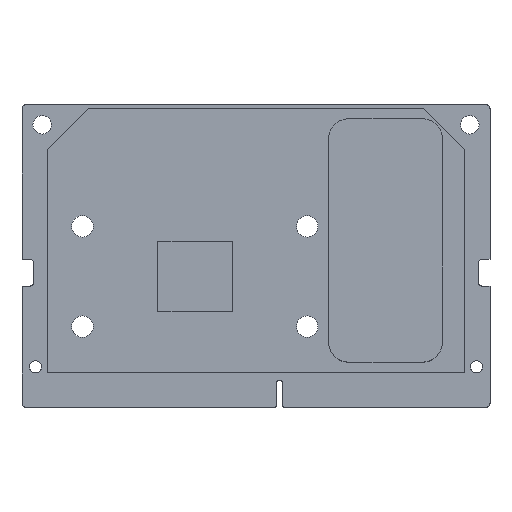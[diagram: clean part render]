
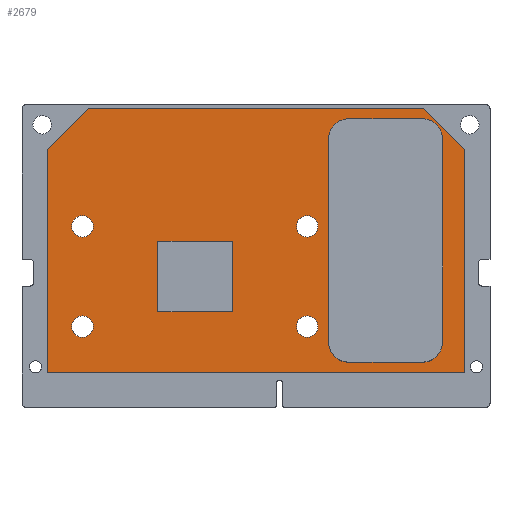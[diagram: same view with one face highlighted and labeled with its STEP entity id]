
A CAD part, top view. The second image highlights one B-rep face of the part: STEP entity #2679.
In plain terms, the highlighted planar face has unit normal (0, 0, 1).
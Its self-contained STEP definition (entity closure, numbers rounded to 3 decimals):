
#516=DIRECTION('',(-1.,0.,0.));
#517=VECTOR('',#516,49.832);
#518=CARTESIAN_POINT('',(57.716,38.5,2.3));
#519=LINE('',#518,#517);
#528=DIRECTION('',(0.,1.,0.));
#529=VECTOR('',#528,33.266);
#530=CARTESIAN_POINT('',(63.85,-0.9,2.3));
#531=LINE('',#530,#529);
#532=DIRECTION('',(1.,0.,0.));
#533=VECTOR('',#532,62.1);
#534=CARTESIAN_POINT('',(1.75,-0.9,2.3));
#535=LINE('',#534,#533);
#536=DIRECTION('',(0.,-1.,0.));
#537=VECTOR('',#536,33.266);
#538=CARTESIAN_POINT('',(1.75,32.366,2.3));
#539=LINE('',#538,#537);
#540=DIRECTION('',(-0.707,-0.707,0.));
#541=VECTOR('',#540,8.675);
#542=CARTESIAN_POINT('',(7.884,38.5,2.3));
#543=LINE('',#542,#541);
#544=DIRECTION('',(-0.707,0.707,0.));
#545=VECTOR('',#544,8.675);
#546=CARTESIAN_POINT('',(63.85,32.366,2.3));
#547=LINE('',#546,#545);
#548=CARTESIAN_POINT('',(57.55,33.9,2.3));
#549=DIRECTION('',(0.,0.,1.));
#550=DIRECTION('',(1.,0.,0.));
#551=AXIS2_PLACEMENT_3D('',#548,#549,#550);
#553=DIRECTION('',(-1.,0.,0.));
#554=VECTOR('',#553,10.95);
#555=CARTESIAN_POINT('',(57.55,36.9,2.3));
#556=LINE('',#555,#554);
#557=CARTESIAN_POINT('',(46.6,33.9,2.3));
#558=DIRECTION('',(0.,0.,1.));
#559=DIRECTION('',(0.,1.,0.));
#560=AXIS2_PLACEMENT_3D('',#557,#558,#559);
#562=DIRECTION('',(0.,-1.,0.));
#563=VECTOR('',#562,30.2);
#564=CARTESIAN_POINT('',(43.6,33.9,2.3));
#565=LINE('',#564,#563);
#566=CARTESIAN_POINT('',(46.6,3.7,2.3));
#567=DIRECTION('',(0.,0.,1.));
#568=DIRECTION('',(-1.,0.,0.));
#569=AXIS2_PLACEMENT_3D('',#566,#567,#568);
#571=DIRECTION('',(1.,0.,0.));
#572=VECTOR('',#571,10.95);
#573=CARTESIAN_POINT('',(46.6,0.7,2.3));
#574=LINE('',#573,#572);
#575=CARTESIAN_POINT('',(57.55,3.7,2.3));
#576=DIRECTION('',(0.,0.,1.));
#577=DIRECTION('',(0.,-1.,0.));
#578=AXIS2_PLACEMENT_3D('',#575,#576,#577);
#580=DIRECTION('',(0.,1.,0.));
#581=VECTOR('',#580,30.2);
#582=CARTESIAN_POINT('',(60.55,3.7,2.3));
#583=LINE('',#582,#581);
#584=DIRECTION('',(0.,1.,0.));
#585=VECTOR('',#584,10.14);
#586=CARTESIAN_POINT('',(29.25,8.38,2.3));
#587=LINE('',#586,#585);
#588=DIRECTION('',(-1.,0.,0.));
#589=VECTOR('',#588,10.7);
#590=CARTESIAN_POINT('',(29.05,18.72,2.3));
#591=LINE('',#590,#589);
#592=DIRECTION('',(0.,-1.,0.));
#593=VECTOR('',#592,10.14);
#594=CARTESIAN_POINT('',(18.15,18.52,2.3));
#595=LINE('',#594,#593);
#596=DIRECTION('',(1.,0.,0.));
#597=VECTOR('',#596,10.7);
#598=CARTESIAN_POINT('',(18.35,8.18,2.3));
#599=LINE('',#598,#597);
#600=CARTESIAN_POINT('',(40.413,20.902,2.3));
#601=DIRECTION('',(0.,0.,-1.));
#602=DIRECTION('',(-1.,0.,0.));
#603=AXIS2_PLACEMENT_3D('',#600,#601,#602);
#605=CARTESIAN_POINT('',(40.413,20.902,2.3));
#606=DIRECTION('',(0.,0.,-1.));
#607=DIRECTION('',(1.,0.,0.));
#608=AXIS2_PLACEMENT_3D('',#605,#606,#607);
#610=CARTESIAN_POINT('',(40.413,5.998,2.3));
#611=DIRECTION('',(0.,0.,-1.));
#612=DIRECTION('',(-1.,0.,0.));
#613=AXIS2_PLACEMENT_3D('',#610,#611,#612);
#615=CARTESIAN_POINT('',(40.413,5.998,2.3));
#616=DIRECTION('',(0.,0.,-1.));
#617=DIRECTION('',(1.,0.,0.));
#618=AXIS2_PLACEMENT_3D('',#615,#616,#617);
#620=CARTESIAN_POINT('',(6.987,5.998,2.3));
#621=DIRECTION('',(0.,0.,-1.));
#622=DIRECTION('',(-1.,0.,0.));
#623=AXIS2_PLACEMENT_3D('',#620,#621,#622);
#625=CARTESIAN_POINT('',(6.987,5.998,2.3));
#626=DIRECTION('',(0.,0.,-1.));
#627=DIRECTION('',(1.,0.,0.));
#628=AXIS2_PLACEMENT_3D('',#625,#626,#627);
#630=CARTESIAN_POINT('',(6.987,20.902,2.3));
#631=DIRECTION('',(0.,0.,-1.));
#632=DIRECTION('',(-1.,0.,0.));
#633=AXIS2_PLACEMENT_3D('',#630,#631,#632);
#635=CARTESIAN_POINT('',(6.987,20.902,2.3));
#636=DIRECTION('',(0.,0.,-1.));
#637=DIRECTION('',(1.,0.,0.));
#638=AXIS2_PLACEMENT_3D('',#635,#636,#637);
#720=CARTESIAN_POINT('',(29.05,18.52,2.3));
#721=DIRECTION('',(0.,0.,-1.));
#722=DIRECTION('',(0.,1.,0.));
#723=AXIS2_PLACEMENT_3D('',#720,#721,#722);
#761=CARTESIAN_POINT('',(18.35,18.52,2.3));
#762=DIRECTION('',(0.,0.,-1.));
#763=DIRECTION('',(-1.,0.,0.));
#764=AXIS2_PLACEMENT_3D('',#761,#762,#763);
#782=CARTESIAN_POINT('',(18.35,8.38,2.3));
#783=DIRECTION('',(0.,0.,-1.));
#784=DIRECTION('',(0.,-1.,0.));
#785=AXIS2_PLACEMENT_3D('',#782,#783,#784);
#795=CARTESIAN_POINT('',(29.05,8.38,2.3));
#796=DIRECTION('',(0.,0.,-1.));
#797=DIRECTION('',(1.,0.,0.));
#798=AXIS2_PLACEMENT_3D('',#795,#796,#797);
#1792=CARTESIAN_POINT('',(63.85,-0.9,2.3));
#1793=CARTESIAN_POINT('',(63.85,32.366,2.3));
#1794=VERTEX_POINT('',#1792);
#1795=VERTEX_POINT('',#1793);
#1796=CARTESIAN_POINT('',(57.716,38.5,2.3));
#1797=VERTEX_POINT('',#1796);
#1798=CARTESIAN_POINT('',(7.884,38.5,2.3));
#1799=CARTESIAN_POINT('',(1.75,32.366,2.3));
#1800=VERTEX_POINT('',#1798);
#1801=VERTEX_POINT('',#1799);
#1802=CARTESIAN_POINT('',(1.75,-0.9,2.3));
#1803=VERTEX_POINT('',#1802);
#1817=CARTESIAN_POINT('',(18.35,18.72,2.3));
#1819=VERTEX_POINT('',#1817);
#1822=CARTESIAN_POINT('',(18.15,18.52,2.3));
#1823=VERTEX_POINT('',#1822);
#1825=CARTESIAN_POINT('',(29.25,18.52,2.3));
#1827=VERTEX_POINT('',#1825);
#1830=CARTESIAN_POINT('',(29.05,18.72,2.3));
#1831=VERTEX_POINT('',#1830);
#1833=CARTESIAN_POINT('',(18.15,8.38,2.3));
#1835=VERTEX_POINT('',#1833);
#1838=CARTESIAN_POINT('',(18.35,8.18,2.3));
#1839=VERTEX_POINT('',#1838);
#1841=CARTESIAN_POINT('',(29.05,8.18,2.3));
#1843=VERTEX_POINT('',#1841);
#1846=CARTESIAN_POINT('',(29.25,8.38,2.3));
#1847=VERTEX_POINT('',#1846);
#1864=CARTESIAN_POINT('',(60.55,33.9,2.3));
#1865=CARTESIAN_POINT('',(57.55,36.9,2.3));
#1866=VERTEX_POINT('',#1864);
#1867=VERTEX_POINT('',#1865);
#1868=CARTESIAN_POINT('',(46.6,36.9,2.3));
#1869=VERTEX_POINT('',#1868);
#1870=CARTESIAN_POINT('',(43.6,33.9,2.3));
#1871=VERTEX_POINT('',#1870);
#1872=CARTESIAN_POINT('',(43.6,3.7,2.3));
#1873=VERTEX_POINT('',#1872);
#1874=CARTESIAN_POINT('',(46.6,0.7,2.3));
#1875=VERTEX_POINT('',#1874);
#1876=CARTESIAN_POINT('',(57.55,0.7,2.3));
#1877=VERTEX_POINT('',#1876);
#1878=CARTESIAN_POINT('',(60.55,3.7,2.3));
#1879=VERTEX_POINT('',#1878);
#1880=CARTESIAN_POINT('',(38.813,20.902,2.3));
#1881=CARTESIAN_POINT('',(42.013,20.902,2.3));
#1882=VERTEX_POINT('',#1880);
#1883=VERTEX_POINT('',#1881);
#1884=CARTESIAN_POINT('',(38.813,5.998,2.3));
#1885=CARTESIAN_POINT('',(42.013,5.998,2.3));
#1886=VERTEX_POINT('',#1884);
#1887=VERTEX_POINT('',#1885);
#1888=CARTESIAN_POINT('',(5.387,5.998,2.3));
#1889=CARTESIAN_POINT('',(8.587,5.998,2.3));
#1890=VERTEX_POINT('',#1888);
#1891=VERTEX_POINT('',#1889);
#1892=CARTESIAN_POINT('',(5.387,20.902,2.3));
#1893=CARTESIAN_POINT('',(8.587,20.902,2.3));
#1894=VERTEX_POINT('',#1892);
#1895=VERTEX_POINT('',#1893);
#2605=CARTESIAN_POINT('',(0.,0.,2.3));
#2606=DIRECTION('',(0.,0.,1.));
#2607=DIRECTION('',(-1.,0.,0.));
#2608=AXIS2_PLACEMENT_3D('',#2605,#2606,#2607);
#2609=PLANE('',#2608);
#2610=ORIENTED_EDGE('',*,*,#2542,.F.);
#2611=ORIENTED_EDGE('',*,*,#2557,.F.);
#2612=ORIENTED_EDGE('',*,*,#2571,.F.);
#2613=ORIENTED_EDGE('',*,*,#2585,.F.);
#2614=ORIENTED_EDGE('',*,*,#2596,.F.);
#2616=ORIENTED_EDGE('',*,*,#2615,.F.);
#2617=EDGE_LOOP('',(#2610,#2611,#2612,#2613,#2614,#2616));
#2618=FACE_OUTER_BOUND('',#2617,.F.);
#2620=ORIENTED_EDGE('',*,*,#2619,.T.);
#2622=ORIENTED_EDGE('',*,*,#2621,.T.);
#2624=ORIENTED_EDGE('',*,*,#2623,.T.);
#2626=ORIENTED_EDGE('',*,*,#2625,.T.);
#2628=ORIENTED_EDGE('',*,*,#2627,.T.);
#2630=ORIENTED_EDGE('',*,*,#2629,.T.);
#2632=ORIENTED_EDGE('',*,*,#2631,.T.);
#2634=ORIENTED_EDGE('',*,*,#2633,.T.);
#2635=EDGE_LOOP('',(#2620,#2622,#2624,#2626,#2628,#2630,#2632,#2634));
#2636=FACE_BOUND('',#2635,.F.);
#2638=ORIENTED_EDGE('',*,*,#2637,.T.);
#2640=ORIENTED_EDGE('',*,*,#2639,.F.);
#2642=ORIENTED_EDGE('',*,*,#2641,.T.);
#2644=ORIENTED_EDGE('',*,*,#2643,.F.);
#2646=ORIENTED_EDGE('',*,*,#2645,.T.);
#2648=ORIENTED_EDGE('',*,*,#2647,.F.);
#2650=ORIENTED_EDGE('',*,*,#2649,.T.);
#2652=ORIENTED_EDGE('',*,*,#2651,.F.);
#2653=EDGE_LOOP('',(#2638,#2640,#2642,#2644,#2646,#2648,#2650,#2652));
#2654=FACE_BOUND('',#2653,.F.);
#2656=ORIENTED_EDGE('',*,*,#2655,.F.);
#2658=ORIENTED_EDGE('',*,*,#2657,.F.);
#2659=EDGE_LOOP('',(#2656,#2658));
#2660=FACE_BOUND('',#2659,.F.);
#2662=ORIENTED_EDGE('',*,*,#2661,.F.);
#2664=ORIENTED_EDGE('',*,*,#2663,.F.);
#2665=EDGE_LOOP('',(#2662,#2664));
#2666=FACE_BOUND('',#2665,.F.);
#2668=ORIENTED_EDGE('',*,*,#2667,.F.);
#2670=ORIENTED_EDGE('',*,*,#2669,.F.);
#2671=EDGE_LOOP('',(#2668,#2670));
#2672=FACE_BOUND('',#2671,.F.);
#2674=ORIENTED_EDGE('',*,*,#2673,.F.);
#2676=ORIENTED_EDGE('',*,*,#2675,.F.);
#2677=EDGE_LOOP('',(#2674,#2676));
#2678=FACE_BOUND('',#2677,.F.);
#2679=ADVANCED_FACE('',(#2618,#2636,#2654,#2660,#2666,#2672,#2678),#2609,.T.);
#552=CIRCLE('',#551,3.);
#561=CIRCLE('',#560,3.);
#570=CIRCLE('',#569,3.);
#579=CIRCLE('',#578,3.);
#604=CIRCLE('',#603,1.6);
#609=CIRCLE('',#608,1.6);
#614=CIRCLE('',#613,1.6);
#619=CIRCLE('',#618,1.6);
#624=CIRCLE('',#623,1.6);
#629=CIRCLE('',#628,1.6);
#634=CIRCLE('',#633,1.6);
#639=CIRCLE('',#638,1.6);
#724=CIRCLE('',#723,0.2);
#765=CIRCLE('',#764,0.2);
#786=CIRCLE('',#785,0.2);
#799=CIRCLE('',#798,0.2);
#2542=EDGE_CURVE('',#1794,#1795,#531,.T.);
#2557=EDGE_CURVE('',#1803,#1794,#535,.T.);
#2571=EDGE_CURVE('',#1801,#1803,#539,.T.);
#2585=EDGE_CURVE('',#1800,#1801,#543,.T.);
#2596=EDGE_CURVE('',#1797,#1800,#519,.T.);
#2615=EDGE_CURVE('',#1795,#1797,#547,.T.);
#2619=EDGE_CURVE('',#1866,#1867,#552,.T.);
#2621=EDGE_CURVE('',#1867,#1869,#556,.T.);
#2623=EDGE_CURVE('',#1869,#1871,#561,.T.);
#2625=EDGE_CURVE('',#1871,#1873,#565,.T.);
#2627=EDGE_CURVE('',#1873,#1875,#570,.T.);
#2629=EDGE_CURVE('',#1875,#1877,#574,.T.);
#2631=EDGE_CURVE('',#1877,#1879,#579,.T.);
#2633=EDGE_CURVE('',#1879,#1866,#583,.T.);
#2637=EDGE_CURVE('',#1847,#1827,#587,.T.);
#2639=EDGE_CURVE('',#1831,#1827,#724,.T.);
#2641=EDGE_CURVE('',#1831,#1819,#591,.T.);
#2643=EDGE_CURVE('',#1823,#1819,#765,.T.);
#2645=EDGE_CURVE('',#1823,#1835,#595,.T.);
#2647=EDGE_CURVE('',#1839,#1835,#786,.T.);
#2649=EDGE_CURVE('',#1839,#1843,#599,.T.);
#2651=EDGE_CURVE('',#1847,#1843,#799,.T.);
#2655=EDGE_CURVE('',#1882,#1883,#604,.T.);
#2657=EDGE_CURVE('',#1883,#1882,#609,.T.);
#2661=EDGE_CURVE('',#1886,#1887,#614,.T.);
#2663=EDGE_CURVE('',#1887,#1886,#619,.T.);
#2667=EDGE_CURVE('',#1890,#1891,#624,.T.);
#2669=EDGE_CURVE('',#1891,#1890,#629,.T.);
#2673=EDGE_CURVE('',#1894,#1895,#634,.T.);
#2675=EDGE_CURVE('',#1895,#1894,#639,.T.);
